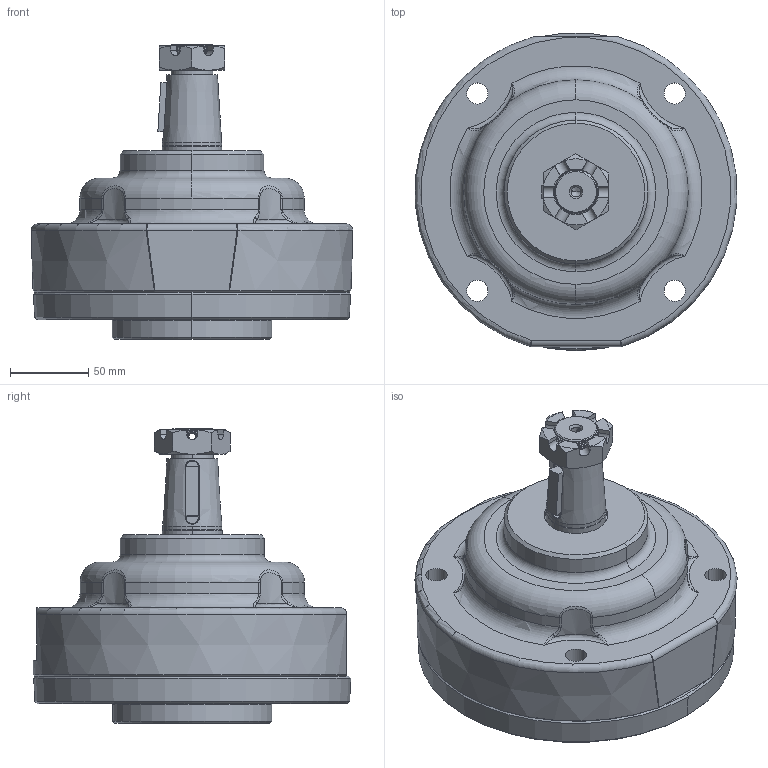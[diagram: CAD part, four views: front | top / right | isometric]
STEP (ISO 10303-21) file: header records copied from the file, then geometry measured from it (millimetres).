
FILE_DESCRIPTION((''),'2;1');
FILE_NAME('ABR1130K3031AAAAAP_SW0001','2023-03-07T',('U374100'),(''),'CREO PARAMETRIC BY PTC INC, 2015480','CREO PARAMETRIC BY PTC INC, 2015480','');
FILE_SCHEMA(('CONFIG_CONTROL_DESIGN'));
Products named in the file (1): ABR1130K3031AAAAAP_SW0001
Bounding box: 204.76 x 202.39 x 187.95 mm (x, y, z)
Volume: 1574149.4 mm3; surface area: 281000.9 mm2
Topology: 2 solids, 5 shells, 842 faces, 2267 edges, 1433 vertices
Faces by surface type: cylinder 298, plane 248, cone 127, bspline 91, torus 78
Entity records: 53683 total; most frequent: CARTESIAN_POINT 33892, ORIENTED_EDGE 4510, DIRECTION 3557, EDGE_CURVE 2255, VERTEX_POINT 1433, AXIS2_PLACEMENT_3D 1336, EDGE_LOOP 924, VECTOR 885
